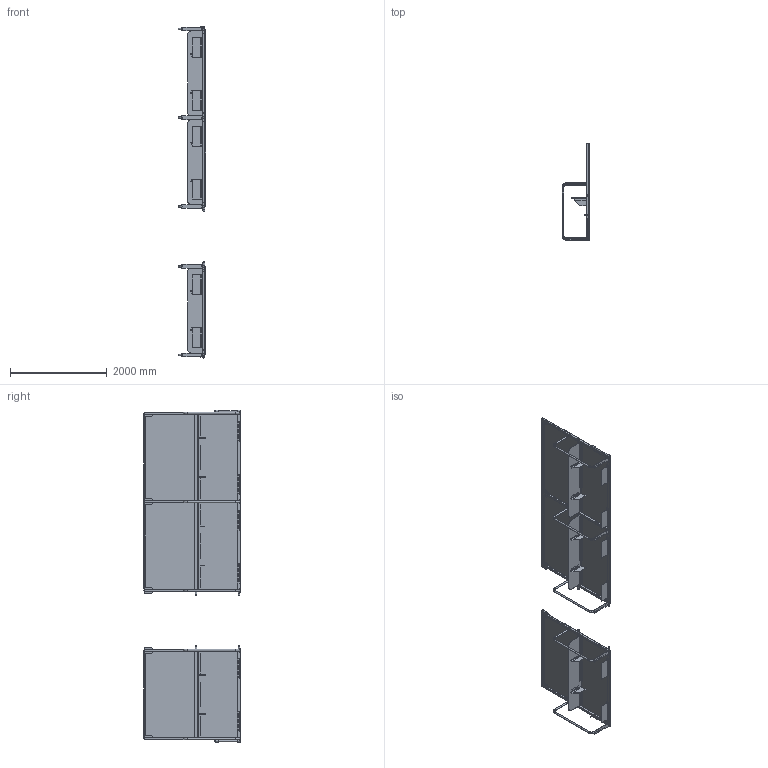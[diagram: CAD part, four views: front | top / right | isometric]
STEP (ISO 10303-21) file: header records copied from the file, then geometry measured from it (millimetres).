
FILE_DESCRIPTION(/* description */ (''),/* implementation_level */ '2;1');
FILE_NAME(/* name */ 'FE-00041-03.iam.stp',/* time_stamp */ '2018-01-01T11:22:23-08:00',/* author */ ('PhillipD'),/* organization */ (''),/* preprocessor_version */ 'ST-DEVELOPER v16.13',/* originating_system */ 'Autodesk Inventor 2018',/* authorisation */ '');
FILE_SCHEMA (('AUTOMOTIVE_DESIGN { 1 0 10303 214 3 1 1 }'));
Length unit declared in the file: inch
Products named in the file (48): FE-00041-03; FE-00004; FE-00004-01; FE-00004-03; FE-00004-03a; FE-00004-03b; FE-00004-02; FE-00004-05; FE-00004-06; FE-00004-07; FE-00004-02a; FE-00004-02b; FE-00004-08; FE-00004-08a; FE-00004-08b; FE-00004-04; FE-00004-09; FE-00004-10; FE-00001; FE-00001-03; FE-00001-04; FE-00001-05; FE-00001-01; FE-00001-02; FE-00002; FE-00002-01; FE-00002-02; FE-00002-03; FE-00002-04; FE-00002-05; FE-00002-06; FE-00002-07; FE-00012; FE-00007; FE-00007-01; FE-00007-02; FE-00007-03; FE-00002_Left; FE-00002-01_Left; FE-00002-02_Left ...
Assembly tree (76 placements, depth 4):
  FE-00041-03
    FE-00004  x3
      FE-00004-01
      FE-00004-02
        FE-00004-02a  x2
        FE-00004-02b
      FE-00004-03
        FE-00004-03a  x2
        FE-00004-03b
      FE-00004-04
      FE-00004-05
      FE-00004-07
        FE-00004-02a  x4
        FE-00004-02b  x2
      FE-00004-06
      FE-00004-08
        FE-00004-08a  x2
        FE-00004-08b
      FE-00004-09
      FE-00004-10
    FE-00001  x3
      FE-00001-01
      FE-00001-02
      FE-00001-03
      FE-00001-04
      FE-00001-05
    FE-00003  x2
      FE-00003-01
      FE-00003-02
    FE-00007  x3
      FE-00007-01
      FE-00007-02
      FE-00007-03
    FE-00012  x3
    FE-00002
      FE-00002-01
      FE-00002-02
      FE-00002-03
      FE-00002-04
      FE-00002-05
      FE-00002-06
      FE-00002-07  x2
    FE-00002_Left
      FE-00002-01_Left
      FE-00002-02_Left
      FE-00002-03_Left
      FE-00002-04_Left
      FE-00002-05_Left
      FE-00002-06_Left
      FE-00002-07_Left  x2
Bounding box: 571.5 x 1984.38 x 6850.25 mm (x, y, z)
Volume: 117864520.2 mm3; surface area: 41856613.4 mm2
Topology: 164 solids, 164 shells, 3038 faces, 8104 edges, 5394 vertices
Faces by surface type: plane 1946, cylinder 1050, cone 22, torus 20
Full cylindrical faces by diameter (mm): 6.35 x423, 7.937 x42, 7.938 x48, 9.525 x12, 12.7 x6, 14.287 x15, 20.637 x6, 25.4 x4, 26.67 x17, 33.401 x17, 35.052 x4, 36.512 x32, 42.164 x4
Entity records: 13925 total; most frequent: DIRECTION 2200, CARTESIAN_POINT 2166, ORIENTED_EDGE 1706, EDGE_CURVE 853, AXIS2_PLACEMENT_3D 815, EDGE_LOOP 722, VERTEX_POINT 645, LINE 570
